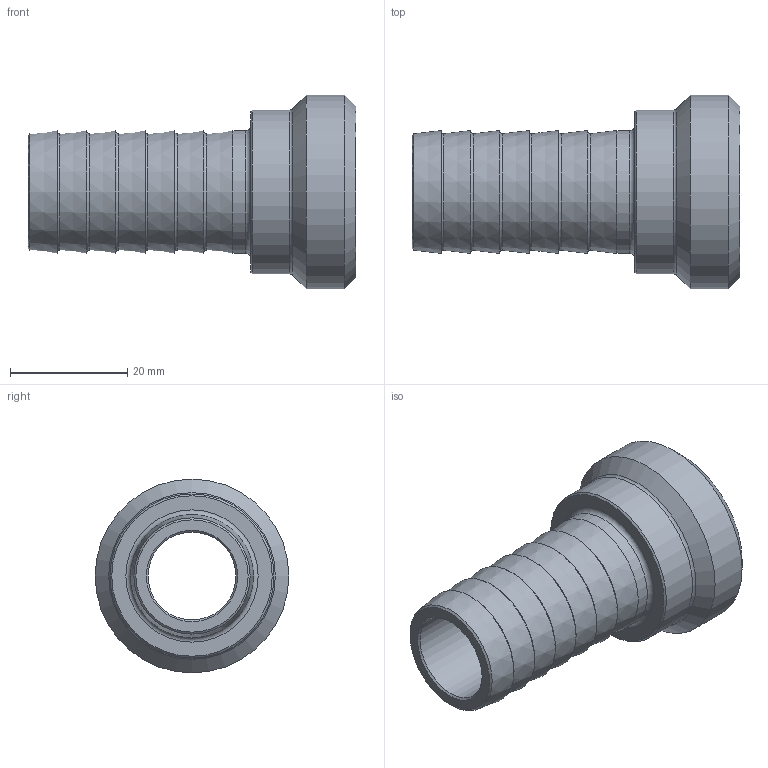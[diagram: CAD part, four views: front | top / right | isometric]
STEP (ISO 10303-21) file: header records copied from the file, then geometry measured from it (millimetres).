
FILE_DESCRIPTION(/* description */ (''),/* implementation_level */ '2;1');
FILE_NAME(/* name */ '3D_R666-SLG-21-DN25_17113865.stp',/* time_stamp */ '2021-06-23T10:42:41+02:00',/* author */ ('cad'),/* organization */ (''),/* preprocessor_version */ 'ST-DEVELOPER v18.1',/* originating_system */ 'Autodesk Inventor 2022',/* authorisation */ '');
FILE_SCHEMA (('AUTOMOTIVE_DESIGN { 1 0 10303 214 3 1 1 }'));
Length unit declared in the file: millimetre
Products named in the file (1): 3D_R666-SLG-21-DN25_17113865
Bounding box: 56 x 33.1 x 33.1 mm (x, y, z)
Volume: 15573.6 mm3; surface area: 7919.7 mm2
Topology: 1 solids, 1 shells, 34 faces, 72 edges, 47 vertices
Faces by surface type: cone 13, plane 9, torus 8, cylinder 4
Full cylindrical faces by diameter (mm): 15 x1, 21 x1, 28 x1, 33.1 x1
Entity records: 992 total; most frequent: DIRECTION 197, CARTESIAN_POINT 154, ORIENTED_EDGE 144, AXIS2_PLACEMENT_3D 90, EDGE_CURVE 72, CIRCLE 55, VERTEX_POINT 47, EDGE_LOOP 43
